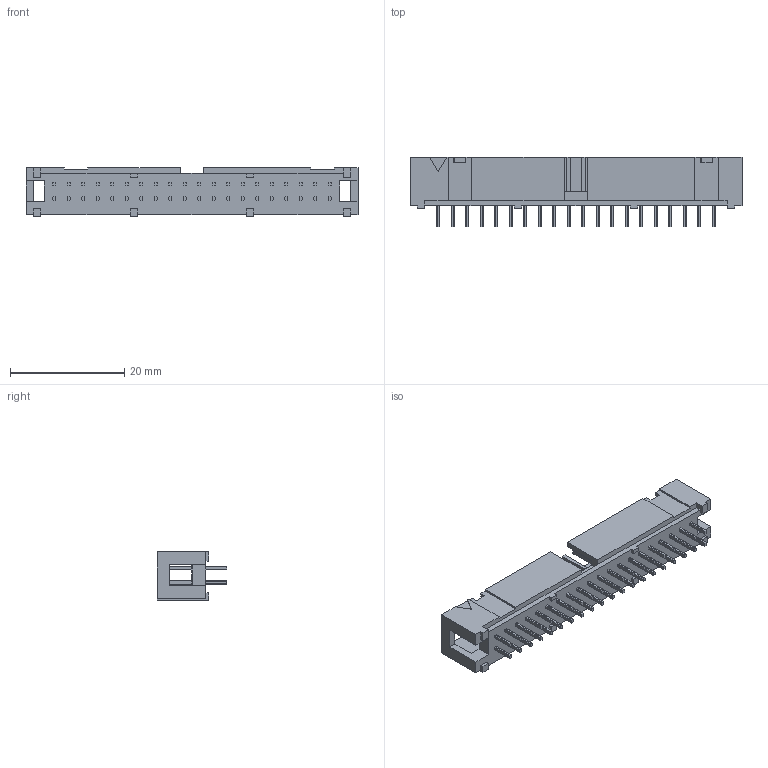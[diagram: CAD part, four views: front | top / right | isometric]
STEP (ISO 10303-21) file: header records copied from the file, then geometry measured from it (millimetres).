
FILE_DESCRIPTION (( 'STEP AP214' ), '1' );
FILE_NAME ('XG4C_4031.step', '2019-03-18T12:28:06', ( 'OSMC1.0 ' ), ( ' ' ), 'SwSTEP 2.0', 'SolidWorks 2002025', '' );
FILE_SCHEMA (( 'AUTOMOTIVE_DESIGN' ));
Length unit declared in the file: millimetre
Products named in the file (1): XG4C_4031
Bounding box: 58.12 x 12.2 x 8.5 mm (x, y, z)
Volume: 1861.1 mm3; surface area: 3726.4 mm2
Topology: 1 solids, 1 shells, 647 faces, 1705 edges, 1136 vertices
Faces by surface type: plane 647
Entity records: 22731 total; most frequent: CARTESIAN_POINT 3489, ORIENTED_EDGE 3410, DIRECTION 3001, LINE 1705, VECTOR 1705, EDGE_CURVE 1705, VERTEX_POINT 1136, EDGE_LOOP 727
